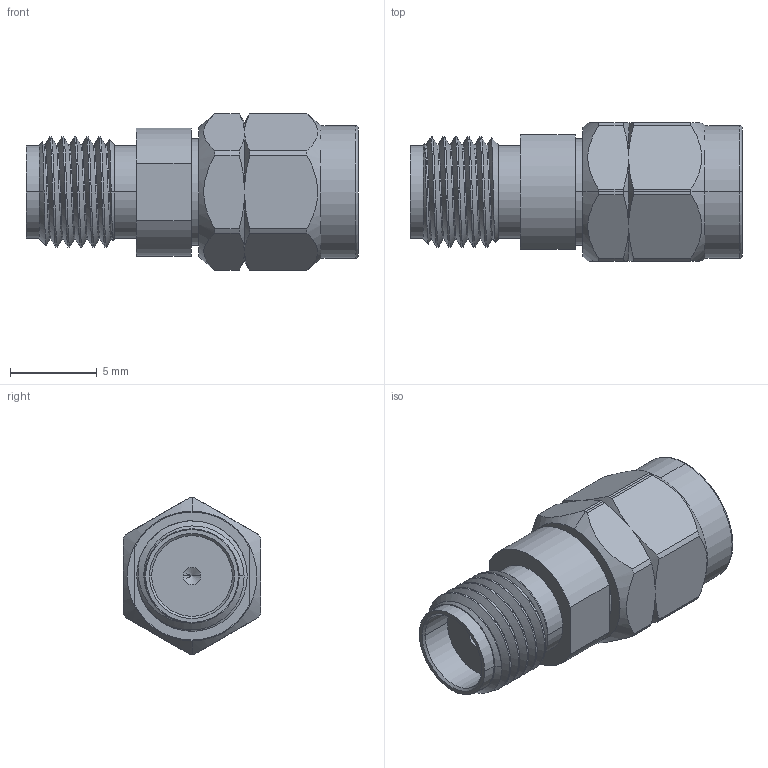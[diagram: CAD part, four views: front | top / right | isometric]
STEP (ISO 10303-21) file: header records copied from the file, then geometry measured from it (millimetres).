
FILE_DESCRIPTION (( 'STEP AP214' ), '1' );
FILE_NAME ('SM3960_3D.step', '2024-07-23T15:32:06', ( '' ), ( '' ), 'SwSTEP 2.0', 'SolidWorks 2022', '' );
FILE_SCHEMA (( 'AUTOMOTIVE_DESIGN' ));
Length unit declared in the file: inch
Products named in the file (1): SM3960_3D
Bounding box: 19.1 x 7.94 x 8.99 mm (x, y, z)
Volume: 633.6 mm3; surface area: 809.5 mm2
Topology: 1 solids, 1 shells, 131 faces, 339 edges, 220 vertices
Faces by surface type: cylinder 71, cone 32, plane 21, bspline 5, torus 2
Entity records: 6451 total; most frequent: CARTESIAN_POINT 3439, ORIENTED_EDGE 674, DIRECTION 581, EDGE_CURVE 337, AXIS2_PLACEMENT_3D 238, VERTEX_POINT 220, EDGE_LOOP 143, FACE_OUTER_BOUND 131
